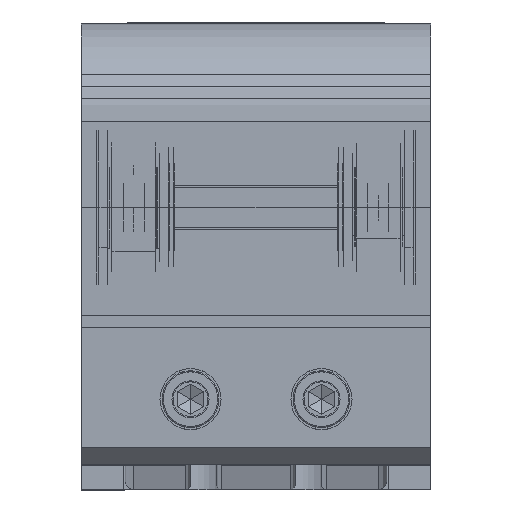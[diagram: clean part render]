
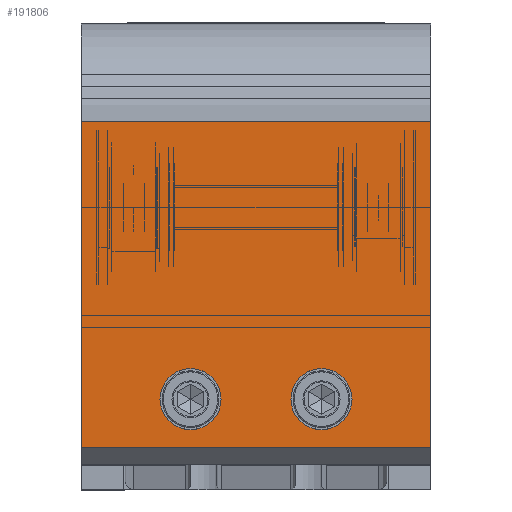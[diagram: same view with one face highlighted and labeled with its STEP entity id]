
A CAD part, top view. The second image highlights one B-rep face of the part: STEP entity #191806.
In plain terms, the highlighted planar face has unit normal (0, 0, 1).
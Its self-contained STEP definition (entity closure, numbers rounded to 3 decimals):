
#664 = VERTEX_POINT ( 'NONE', #75689 ) ;
#1213 = CARTESIAN_POINT ( 'NONE',  ( 185.798, 163.238, 570.351 ) ) ;
#11348 = EDGE_CURVE ( 'NONE', #12714, #71615, #280696, .T. ) ;
#12462 = EDGE_LOOP ( 'NONE', ( #39514, #201007 ) ) ;
#12714 = VERTEX_POINT ( 'NONE', #62607 ) ;
#13901 = DIRECTION ( 'NONE',  ( 1., 0., 0. ) ) ;
#15102 = ORIENTED_EDGE ( 'NONE', *, *, #177991, .T. ) ;
#21090 = LINE ( 'NONE', #1213, #295657 ) ;
#23686 = DIRECTION ( 'NONE',  ( -1., 0., 0. ) ) ;
#27680 = VECTOR ( 'NONE', #130009, 1000. ) ;
#39514 = ORIENTED_EDGE ( 'NONE', *, *, #170058, .F. ) ;
#41416 = DIRECTION ( 'NONE',  ( 1., 0., 0. ) ) ;
#43841 = DIRECTION ( 'NONE',  ( 1., 0., 0. ) ) ;
#51783 = FACE_OUTER_BOUND ( 'NONE', #107417, .T. ) ;
#57117 = LINE ( 'NONE', #61636, #89575 ) ;
#60152 = DIRECTION ( 'NONE',  ( 0., -1., 0. ) ) ;
#61636 = CARTESIAN_POINT ( 'NONE',  ( 105.798, 159.238, 570.351 ) ) ;
#62607 = CARTESIAN_POINT ( 'NONE',  ( 123.798, 174.238, 570.351 ) ) ;
#71615 = VERTEX_POINT ( 'NONE', #266421 ) ;
#75689 = CARTESIAN_POINT ( 'NONE',  ( 185.798, 237.738, 570.351 ) ) ;
#77152 = AXIS2_PLACEMENT_3D ( 'NONE', #291628, #243209, #103361 ) ;
#81219 = ORIENTED_EDGE ( 'NONE', *, *, #246000, .F. ) ;
#89575 = VECTOR ( 'NONE', #60152, 1000. ) ;
#103361 = DIRECTION ( 'NONE',  ( -1., 0., 0. ) ) ;
#104787 = VERTEX_POINT ( 'NONE', #137838 ) ;
#107417 = EDGE_LOOP ( 'NONE', ( #15102, #144527, #248421, #153527 ) ) ;
#108484 = VERTEX_POINT ( 'NONE', #156983 ) ;
#119199 = VERTEX_POINT ( 'NONE', #149313 ) ;
#123519 = CARTESIAN_POINT ( 'NONE',  ( 160.798, 174.238, 570.351 ) ) ;
#130009 = DIRECTION ( 'NONE',  ( 0., -1., 0. ) ) ;
#131018 = DIRECTION ( 'NONE',  ( 0., 0., 1. ) ) ;
#136363 = EDGE_CURVE ( 'NONE', #664, #196608, #266727, .T. ) ;
#137838 = CARTESIAN_POINT ( 'NONE',  ( 167.798, 174.238, 570.351 ) ) ;
#144527 = ORIENTED_EDGE ( 'NONE', *, *, #234788, .T. ) ;
#149313 = CARTESIAN_POINT ( 'NONE',  ( 153.798, 174.238, 570.351 ) ) ;
#152778 = CARTESIAN_POINT ( 'NONE',  ( 185.798, 159.238, 570.351 ) ) ;
#153527 = ORIENTED_EDGE ( 'NONE', *, *, #157581, .T. ) ;
#156882 = CIRCLE ( 'NONE', #282962, 7. ) ;
#156983 = CARTESIAN_POINT ( 'NONE',  ( 105.798, 237.738, 570.351 ) ) ;
#157581 = EDGE_CURVE ( 'NONE', #664, #108484, #209040, .T. ) ;
#159292 = AXIS2_PLACEMENT_3D ( 'NONE', #195989, #241563, #288541 ) ;
#162545 = CARTESIAN_POINT ( 'NONE',  ( 185.798, 163.238, 570.351 ) ) ;
#166046 = CIRCLE ( 'NONE', #175589, 7. ) ;
#170058 = EDGE_CURVE ( 'NONE', #71615, #12714, #227308, .T. ) ;
#175589 = AXIS2_PLACEMENT_3D ( 'NONE', #292024, #131018, #41416 ) ;
#177991 = EDGE_CURVE ( 'NONE', #108484, #264156, #57117, .T. ) ;
#191806 = ADVANCED_FACE ( 'NONE', ( #256932, #208426, #51783 ), #235790, .F. ) ;
#195989 = CARTESIAN_POINT ( 'NONE',  ( 130.798, 174.238, 570.351 ) ) ;
#196608 = VERTEX_POINT ( 'NONE', #162545 ) ;
#201007 = ORIENTED_EDGE ( 'NONE', *, *, #11348, .F. ) ;
#207995 = AXIS2_PLACEMENT_3D ( 'NONE', #220630, #223649, #13901 ) ;
#208426 = FACE_BOUND ( 'NONE', #217627, .T. ) ;
#209040 = LINE ( 'NONE', #275740, #221112 ) ;
#216239 = DIRECTION ( 'NONE',  ( 0., 0., 1. ) ) ;
#217627 = EDGE_LOOP ( 'NONE', ( #268099, #81219 ) ) ;
#220630 = CARTESIAN_POINT ( 'NONE',  ( 130.798, 174.238, 570.351 ) ) ;
#220747 = DIRECTION ( 'NONE',  ( 1., 0., 0. ) ) ;
#221112 = VECTOR ( 'NONE', #23686, 1000. ) ;
#223649 = DIRECTION ( 'NONE',  ( 0., 0., 1. ) ) ;
#227308 = CIRCLE ( 'NONE', #159292, 7. ) ;
#234788 = EDGE_CURVE ( 'NONE', #264156, #196608, #21090, .T. ) ;
#235790 = PLANE ( 'NONE',  #77152 ) ;
#241563 = DIRECTION ( 'NONE',  ( 0., 0., 1. ) ) ;
#242517 = CARTESIAN_POINT ( 'NONE',  ( 105.798, 163.238, 570.351 ) ) ;
#243209 = DIRECTION ( 'NONE',  ( 0., 0., -1. ) ) ;
#246000 = EDGE_CURVE ( 'NONE', #119199, #104787, #166046, .T. ) ;
#248421 = ORIENTED_EDGE ( 'NONE', *, *, #136363, .F. ) ;
#256932 = FACE_BOUND ( 'NONE', #12462, .T. ) ;
#264156 = VERTEX_POINT ( 'NONE', #242517 ) ;
#266421 = CARTESIAN_POINT ( 'NONE',  ( 137.798, 174.238, 570.351 ) ) ;
#266727 = LINE ( 'NONE', #152778, #27680 ) ;
#268099 = ORIENTED_EDGE ( 'NONE', *, *, #295716, .F. ) ;
#275740 = CARTESIAN_POINT ( 'NONE',  ( 185.798, 237.738, 570.351 ) ) ;
#280696 = CIRCLE ( 'NONE', #207995, 7. ) ;
#282962 = AXIS2_PLACEMENT_3D ( 'NONE', #123519, #216239, #220747 ) ;
#288541 = DIRECTION ( 'NONE',  ( 1., 0., 0. ) ) ;
#291628 = CARTESIAN_POINT ( 'NONE',  ( 185.798, 159.238, 570.351 ) ) ;
#292024 = CARTESIAN_POINT ( 'NONE',  ( 160.798, 174.238, 570.351 ) ) ;
#295657 = VECTOR ( 'NONE', #43841, 1000. ) ;
#295716 = EDGE_CURVE ( 'NONE', #104787, #119199, #156882, .T. ) ;
